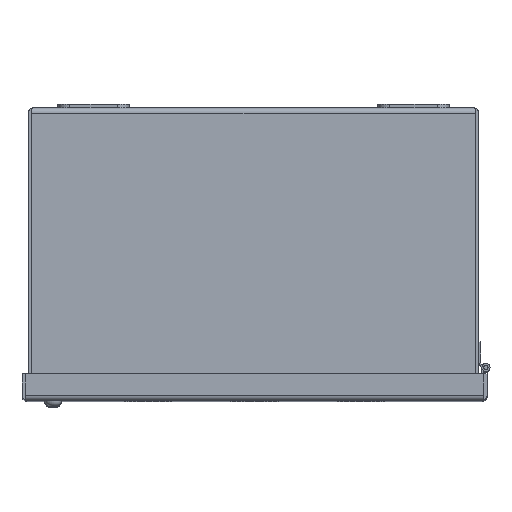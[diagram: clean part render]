
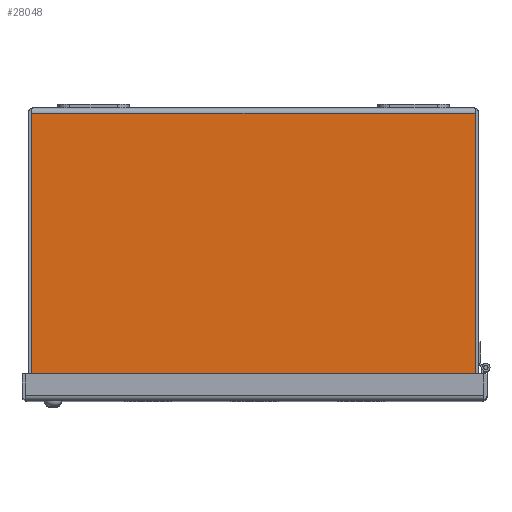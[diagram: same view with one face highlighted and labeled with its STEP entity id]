
A CAD part, top view. The second image highlights one B-rep face of the part: STEP entity #28048.
In plain terms, the highlighted planar face has unit normal (0, 0, 1).
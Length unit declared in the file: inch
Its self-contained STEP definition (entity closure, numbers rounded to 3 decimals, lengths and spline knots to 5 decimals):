
#1611 = VERTEX_POINT ( 'NONE', #8352 ) ;
#1636 = ORIENTED_EDGE ( 'NONE', *, *, #29195, .T. ) ;
#2060 = ORIENTED_EDGE ( 'NONE', *, *, #21224, .T. ) ;
#6580 = DIRECTION ( 'NONE',  ( 1., 0., 0. ) ) ;
#6959 = DIRECTION ( 'NONE',  ( 0., -1., 0. ) ) ;
#8352 = CARTESIAN_POINT ( 'NONE',  ( -4.67789, -0.108, 6.375 ) ) ;
#9048 = CARTESIAN_POINT ( 'NONE',  ( -32.656, 0., 6.375 ) ) ;
#11414 = VERTEX_POINT ( 'NONE', #29785 ) ;
#11507 = PLANE ( 'NONE',  #21884 ) ;
#11580 = CARTESIAN_POINT ( 'NONE',  ( 4.67789, 39.37008, 6.375 ) ) ;
#12098 = VECTOR ( 'NONE', #6959, 39.37008 ) ;
#12661 = VERTEX_POINT ( 'NONE', #26521 ) ;
#14311 = CARTESIAN_POINT ( 'NONE',  ( 4.67789, -0.108, 6.375 ) ) ;
#15315 = EDGE_CURVE ( 'NONE', #16670, #1611, #23389, .T. ) ;
#16670 = VERTEX_POINT ( 'NONE', #14311 ) ;
#17201 = VECTOR ( 'NONE', #22656, 39.37008 ) ;
#19307 = LINE ( 'NONE', #21762, #29683 ) ;
#20630 = DIRECTION ( 'NONE',  ( -1., 0., 0. ) ) ;
#20928 = ORIENTED_EDGE ( 'NONE', *, *, #15315, .T. ) ;
#21224 = EDGE_CURVE ( 'NONE', #12661, #11414, #19307, .T. ) ;
#21307 = DIRECTION ( 'NONE',  ( 1., 0., 0. ) ) ;
#21762 = CARTESIAN_POINT ( 'NONE',  ( -32.656, -5.892, 6.375 ) ) ;
#21884 = AXIS2_PLACEMENT_3D ( 'NONE', #9048, #27696, #6580 ) ;
#22656 = DIRECTION ( 'NONE',  ( 0., -1., 0. ) ) ;
#23389 = LINE ( 'NONE', #25851, #30453 ) ;
#23525 = LINE ( 'NONE', #28448, #17201 ) ;
#25460 = LINE ( 'NONE', #11580, #12098 ) ;
#25851 = CARTESIAN_POINT ( 'NONE',  ( -32.656, -0.108, 6.375 ) ) ;
#26043 = EDGE_LOOP ( 'NONE', ( #1636, #2060, #30393, #20928 ) ) ;
#26521 = CARTESIAN_POINT ( 'NONE',  ( -4.67789, -5.892, 6.375 ) ) ;
#27696 = DIRECTION ( 'NONE',  ( 0., 0., 1. ) ) ;
#28000 = FACE_OUTER_BOUND ( 'NONE', #26043, .T. ) ;
#28048 = ADVANCED_FACE ( 'NONE', ( #28000 ), #11507, .T. ) ;
#28448 = CARTESIAN_POINT ( 'NONE',  ( -4.67789, 39.37008, 6.375 ) ) ;
#28856 = EDGE_CURVE ( 'NONE', #16670, #11414, #25460, .T. ) ;
#29195 = EDGE_CURVE ( 'NONE', #1611, #12661, #23525, .T. ) ;
#29683 = VECTOR ( 'NONE', #21307, 39.37008 ) ;
#29785 = CARTESIAN_POINT ( 'NONE',  ( 4.67789, -5.892, 6.375 ) ) ;
#30393 = ORIENTED_EDGE ( 'NONE', *, *, #28856, .F. ) ;
#30453 = VECTOR ( 'NONE', #20630, 39.37008 ) ;
